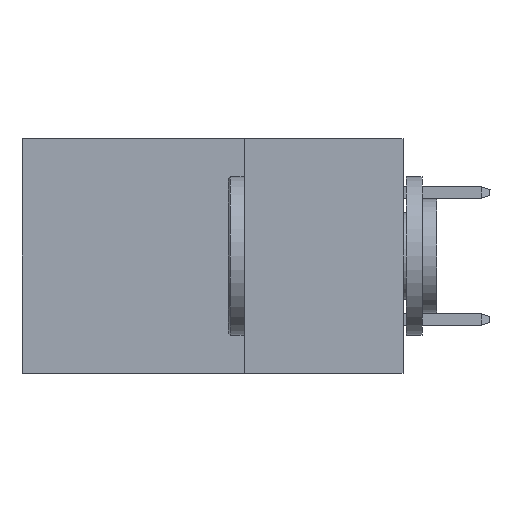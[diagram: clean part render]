
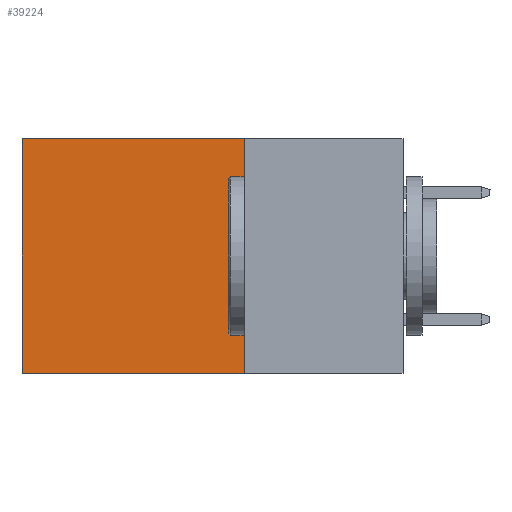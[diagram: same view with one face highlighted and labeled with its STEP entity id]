
A CAD part, left-side view. The second image highlights one B-rep face of the part: STEP entity #39224.
In plain terms, the highlighted planar face has unit normal (-1, 0, 0).
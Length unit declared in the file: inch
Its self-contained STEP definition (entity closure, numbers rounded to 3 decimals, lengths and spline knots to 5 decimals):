
#1185 = VERTEX_POINT ( 'NONE', #28442 ) ;
#1247 = DIRECTION ( 'NONE',  ( 0., 0., -1. ) ) ;
#1472 = DIRECTION ( 'NONE',  ( 0., 0., -1. ) ) ;
#2067 = FACE_OUTER_BOUND ( 'NONE', #27703, .T. ) ;
#2789 = ORIENTED_EDGE ( 'NONE', *, *, #4440, .F. ) ;
#3597 = CARTESIAN_POINT ( 'NONE',  ( 0.2875, 0.6, -0.37 ) ) ;
#3801 = VECTOR ( 'NONE', #37669, 39.37008 ) ;
#4440 = EDGE_CURVE ( 'NONE', #11447, #1185, #38081, .T. ) ;
#4468 = LINE ( 'NONE', #35706, #38342 ) ;
#6836 = DIRECTION ( 'NONE',  ( 0., 0., -1. ) ) ;
#7442 = LINE ( 'NONE', #20074, #20725 ) ;
#7910 = VERTEX_POINT ( 'NONE', #26998 ) ;
#9640 = AXIS2_PLACEMENT_3D ( 'NONE', #23590, #39926, #1472 ) ;
#11447 = VERTEX_POINT ( 'NONE', #13790 ) ;
#13742 = ORIENTED_EDGE ( 'NONE', *, *, #27393, .T. ) ;
#13790 = CARTESIAN_POINT ( 'NONE',  ( 0.2875, 0.25, 0. ) ) ;
#14119 = EDGE_CURVE ( 'NONE', #1185, #24450, #4468, .T. ) ;
#17796 = PLANE ( 'NONE',  #9640 ) ;
#20074 = CARTESIAN_POINT ( 'NONE',  ( 0.2875, 0.6, 0. ) ) ;
#20334 = ORIENTED_EDGE ( 'NONE', *, *, #14119, .F. ) ;
#20725 = VECTOR ( 'NONE', #1247, 39.37008 ) ;
#21749 = CARTESIAN_POINT ( 'NONE',  ( 0.2875, 0.25, 0. ) ) ;
#22755 = ORIENTED_EDGE ( 'NONE', *, *, #36106, .T. ) ;
#22769 = CARTESIAN_POINT ( 'NONE',  ( 0.2875, 0.25, 0. ) ) ;
#23590 = CARTESIAN_POINT ( 'NONE',  ( 0.2875, 0.25, 0. ) ) ;
#24450 = VERTEX_POINT ( 'NONE', #3597 ) ;
#24641 = LINE ( 'NONE', #21749, #3801 ) ;
#26998 = CARTESIAN_POINT ( 'NONE',  ( 0.2875, 0.6, 0. ) ) ;
#27393 = EDGE_CURVE ( 'NONE', #11447, #7910, #24641, .T. ) ;
#27703 = EDGE_LOOP ( 'NONE', ( #22755, #20334, #2789, #13742 ) ) ;
#28442 = CARTESIAN_POINT ( 'NONE',  ( 0.2875, 0.25, -0.37 ) ) ;
#32596 = DIRECTION ( 'NONE',  ( 0., 1., 0. ) ) ;
#34266 = VECTOR ( 'NONE', #6836, 39.37008 ) ;
#35706 = CARTESIAN_POINT ( 'NONE',  ( 0.2875, 0.25, -0.37 ) ) ;
#36106 = EDGE_CURVE ( 'NONE', #7910, #24450, #7442, .T. ) ;
#37669 = DIRECTION ( 'NONE',  ( 0., 1., 0. ) ) ;
#38081 = LINE ( 'NONE', #22769, #34266 ) ;
#38342 = VECTOR ( 'NONE', #32596, 39.37008 ) ;
#39224 = ADVANCED_FACE ( 'NONE', ( #2067 ), #17796, .F. ) ;
#39926 = DIRECTION ( 'NONE',  ( 1., 0., 0. ) ) ;
